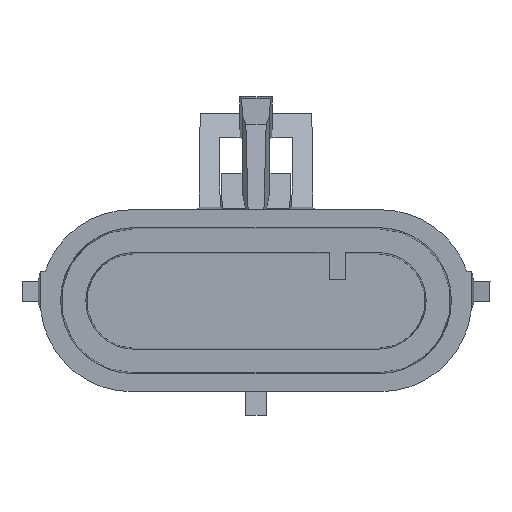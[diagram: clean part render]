
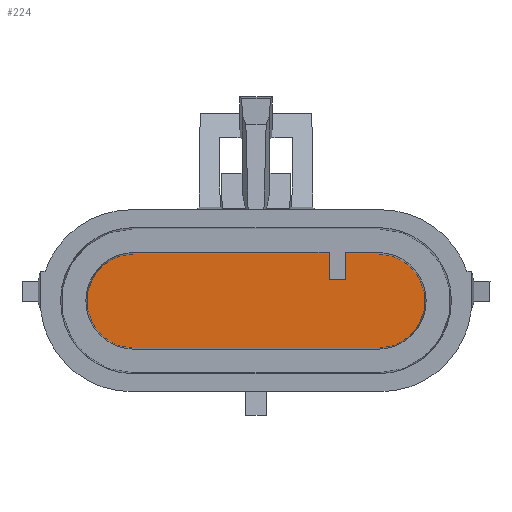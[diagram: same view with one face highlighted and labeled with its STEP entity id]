
A CAD part, top view. The second image highlights one B-rep face of the part: STEP entity #224.
In plain terms, the highlighted planar face has unit normal (0, 0, 1).
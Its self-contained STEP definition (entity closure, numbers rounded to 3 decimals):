
#121=CIRCLE('',#2384,3.5);
#122=CIRCLE('',#2385,3.5);
#224=ADVANCED_FACE('',(#422),#318,.F.);
#318=PLANE('',#2386);
#422=FACE_OUTER_BOUND('',#533,.T.);
#533=EDGE_LOOP('',(#1131,#1132,#1133,#1134,#1135,#1136,#1137,#1138));
#1131=ORIENTED_EDGE('',*,*,#1705,.F.);
#1132=ORIENTED_EDGE('',*,*,#1706,.T.);
#1133=ORIENTED_EDGE('',*,*,#1707,.F.);
#1134=ORIENTED_EDGE('',*,*,#1708,.T.);
#1135=ORIENTED_EDGE('',*,*,#1709,.F.);
#1136=ORIENTED_EDGE('',*,*,#1710,.F.);
#1137=ORIENTED_EDGE('',*,*,#1711,.F.);
#1138=ORIENTED_EDGE('',*,*,#1712,.F.);
#1392=VERTEX_POINT('',#3633);
#1393=VERTEX_POINT('',#3634);
#1394=VERTEX_POINT('',#3636);
#1395=VERTEX_POINT('',#3638);
#1396=VERTEX_POINT('',#3640);
#1397=VERTEX_POINT('',#3642);
#1398=VERTEX_POINT('',#3644);
#1399=VERTEX_POINT('',#3646);
#1705=EDGE_CURVE('',#1392,#1393,#1968,.T.);
#1706=EDGE_CURVE('',#1392,#1394,#1969,.T.);
#1707=EDGE_CURVE('',#1395,#1394,#121,.T.);
#1708=EDGE_CURVE('',#1395,#1396,#1970,.T.);
#1709=EDGE_CURVE('',#1397,#1396,#122,.T.);
#1710=EDGE_CURVE('',#1398,#1397,#1971,.T.);
#1711=EDGE_CURVE('',#1399,#1398,#1972,.T.);
#1712=EDGE_CURVE('',#1393,#1399,#1973,.T.);
#1968=LINE('',#3632,#2225);
#1969=LINE('',#3635,#2226);
#1970=LINE('',#3639,#2227);
#1971=LINE('',#3643,#2228);
#1972=LINE('',#3645,#2229);
#1973=LINE('',#3647,#2230);
#2225=VECTOR('',#2909,1.);
#2226=VECTOR('',#2910,1.);
#2227=VECTOR('',#2913,1.);
#2228=VECTOR('',#2916,1.);
#2229=VECTOR('',#2917,1.);
#2230=VECTOR('',#2918,1.);
#2384=AXIS2_PLACEMENT_3D('',#3637,#2911,#2912);
#2385=AXIS2_PLACEMENT_3D('',#3641,#2914,#2915);
#2386=AXIS2_PLACEMENT_3D('',#3648,#2919,#2920);
#2909=DIRECTION('',(0.,-1.,0.));
#2910=DIRECTION('',(-1.,0.,0.));
#2911=DIRECTION('',(0.,0.,-1.));
#2912=DIRECTION('',(-1.,0.,0.));
#2913=DIRECTION('',(1.,0.,0.));
#2914=DIRECTION('',(0.,0.,-1.));
#2915=DIRECTION('',(-1.,0.,0.));
#2916=DIRECTION('',(1.,0.,0.));
#2917=DIRECTION('',(0.,1.,0.));
#2918=DIRECTION('',(1.,0.,0.));
#2919=DIRECTION('',(0.,0.,-1.));
#2920=DIRECTION('',(0.,-1.,0.));
#3632=CARTESIAN_POINT('',(5.4,3.5,-9.196));
#3633=CARTESIAN_POINT('',(5.4,3.5,-9.196));
#3634=CARTESIAN_POINT('',(5.4,1.579,-9.196));
#3635=CARTESIAN_POINT('',(0.,3.5,-9.196));
#3636=CARTESIAN_POINT('',(-9.,3.5,-9.196));
#3637=CARTESIAN_POINT('',(-9.,0.,-9.196));
#3638=CARTESIAN_POINT('',(-9.,-3.5,-9.196));
#3639=CARTESIAN_POINT('',(0.,-3.5,-9.196));
#3640=CARTESIAN_POINT('',(9.,-3.5,-9.196));
#3641=CARTESIAN_POINT('',(9.,0.,-9.196));
#3642=CARTESIAN_POINT('',(9.,3.5,-9.196));
#3643=CARTESIAN_POINT('',(0.,3.5,-9.196));
#3644=CARTESIAN_POINT('',(6.6,3.5,-9.196));
#3645=CARTESIAN_POINT('',(6.6,3.5,-9.196));
#3646=CARTESIAN_POINT('',(6.6,1.579,-9.196));
#3647=CARTESIAN_POINT('',(5.223,1.579,-9.196));
#3648=CARTESIAN_POINT('',(0.,3.5,-9.196));
